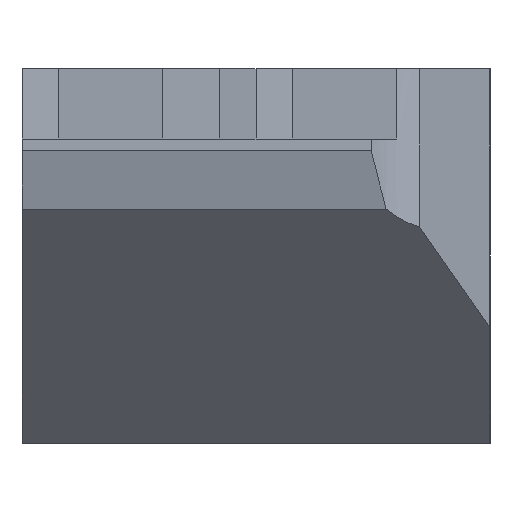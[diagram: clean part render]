
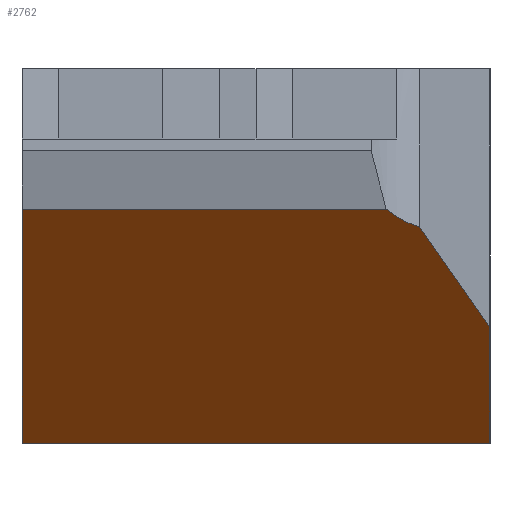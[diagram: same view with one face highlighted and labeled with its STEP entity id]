
A CAD part, left-side view. The second image highlights one B-rep face of the part: STEP entity #2762.
In plain terms, the highlighted planar face has unit normal (-0.707, 0, -0.707).
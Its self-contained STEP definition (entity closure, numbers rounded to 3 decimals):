
#116 = CARTESIAN_POINT ( 'NONE',  ( -191.832, 40.804, 61.502 ) ) ;
#128 = VECTOR ( 'NONE', #2554, 1000. ) ;
#199 = CARTESIAN_POINT ( 'NONE',  ( -124.33, -5.563, -6. ) ) ;
#244 = ORIENTED_EDGE ( 'NONE', *, *, #2027, .F. ) ;
#323 = LINE ( 'NONE', #367, #128 ) ;
#324 = CARTESIAN_POINT ( 'NONE',  ( -123.718, -6.473, -6.612 ) ) ;
#334 = CARTESIAN_POINT ( 'NONE',  ( -124.33, 10., -6. ) ) ;
#346 = DIRECTION ( 'NONE',  ( 0.634, -0.444, -0.634 ) ) ;
#367 = CARTESIAN_POINT ( 'NONE',  ( -119.665, -10., -10.665 ) ) ;
#421 = CARTESIAN_POINT ( 'NONE',  ( -119.665, 10., -10.665 ) ) ;
#487 = FACE_OUTER_BOUND ( 'NONE', #3144, .T. ) ;
#538 = EDGE_CURVE ( 'NONE', #1003, #2342, #1064, .T. ) ;
#585 = CARTESIAN_POINT ( 'NONE',  ( -123.979, -5.987, -6.351 ) ) ;
#614 = ORIENTED_EDGE ( 'NONE', *, *, #2590, .F. ) ;
#617 = ORIENTED_EDGE ( 'NONE', *, *, #2886, .F. ) ;
#870 = VECTOR ( 'NONE', #1999, 1000. ) ;
#934 = LINE ( 'NONE', #1256, #2273 ) ;
#1003 = VERTEX_POINT ( 'NONE', #2163 ) ;
#1022 = VERTEX_POINT ( 'NONE', #1919 ) ;
#1064 = LINE ( 'NONE', #1667, #870 ) ;
#1256 = CARTESIAN_POINT ( 'NONE',  ( -124.33, 169.496, -6. ) ) ;
#1275 = DIRECTION ( 'NONE',  ( -0.707, 0., -0.707 ) ) ;
#1287 = DIRECTION ( 'NONE',  ( -0.707, 0., 0.707 ) ) ;
#1376 = CARTESIAN_POINT ( 'NONE',  ( -124.33, 169.496, -6. ) ) ;
#1457 = VERTEX_POINT ( 'NONE', #199 ) ;
#1471 = DIRECTION ( 'NONE',  ( 0., -1., 0. ) ) ;
#1667 = CARTESIAN_POINT ( 'NONE',  ( -114.33, 169.496, -16. ) ) ;
#1738 = ORIENTED_EDGE ( 'NONE', *, *, #538, .T. ) ;
#1875 = VERTEX_POINT ( 'NONE', #334 ) ;
#1919 = CARTESIAN_POINT ( 'NONE',  ( -119.276, -10., -11.055 ) ) ;
#1978 = CARTESIAN_POINT ( 'NONE',  ( -114.33, -10., -16. ) ) ;
#1999 = DIRECTION ( 'NONE',  ( 0., -1., 0. ) ) ;
#2003 = EDGE_CURVE ( 'NONE', #1003, #1875, #2311, .T. ) ;
#2025 =( BOUNDED_CURVE ( )  B_SPLINE_CURVE ( 3, ( #3038, #585, #324, #2506 ),
 .UNSPECIFIED., .F., .F. ) 
 B_SPLINE_CURVE_WITH_KNOTS ( ( 4, 4 ),
 ( 5.591, 5.991 ),
 .UNSPECIFIED. ) 
 CURVE ( )  GEOMETRIC_REPRESENTATION_ITEM ( )  RATIONAL_B_SPLINE_CURVE ( ( 1., 0.987, 0.987, 1. ) ) 
 REPRESENTATION_ITEM ( '' )  );
#2027 = EDGE_CURVE ( 'NONE', #1022, #2342, #323, .T. ) ;
#2163 = CARTESIAN_POINT ( 'NONE',  ( -114.33, 10., -16. ) ) ;
#2188 = CARTESIAN_POINT ( 'NONE',  ( -123.56, -7., -6.77 ) ) ;
#2215 = VERTEX_POINT ( 'NONE', #2188 ) ;
#2273 = VECTOR ( 'NONE', #1471, 1000. ) ;
#2283 = AXIS2_PLACEMENT_3D ( 'NONE', #1376, #1275, #1287 ) ;
#2311 = LINE ( 'NONE', #421, #3289 ) ;
#2342 = VERTEX_POINT ( 'NONE', #1978 ) ;
#2412 = EDGE_CURVE ( 'NONE', #2215, #1022, #3416, .T. ) ;
#2506 = CARTESIAN_POINT ( 'NONE',  ( -123.56, -7., -6.77 ) ) ;
#2525 = ORIENTED_EDGE ( 'NONE', *, *, #2412, .F. ) ;
#2554 = DIRECTION ( 'NONE',  ( 0.707, 0., -0.707 ) ) ;
#2590 = EDGE_CURVE ( 'NONE', #1457, #2215, #2025, .T. ) ;
#2612 = PLANE ( 'NONE',  #2283 ) ;
#2762 = ADVANCED_FACE ( 'NONE', ( #487 ), #2612, .T. ) ;
#2886 = EDGE_CURVE ( 'NONE', #1875, #1457, #934, .T. ) ;
#3038 = CARTESIAN_POINT ( 'NONE',  ( -124.33, -5.563, -6. ) ) ;
#3078 = VECTOR ( 'NONE', #346, 1000. ) ;
#3144 = EDGE_LOOP ( 'NONE', ( #3266, #1738, #244, #2525, #614, #617 ) ) ;
#3266 = ORIENTED_EDGE ( 'NONE', *, *, #2003, .F. ) ;
#3289 = VECTOR ( 'NONE', #3330, 1000. ) ;
#3330 = DIRECTION ( 'NONE',  ( -0.707, 0., 0.707 ) ) ;
#3416 = LINE ( 'NONE', #116, #3078 ) ;
